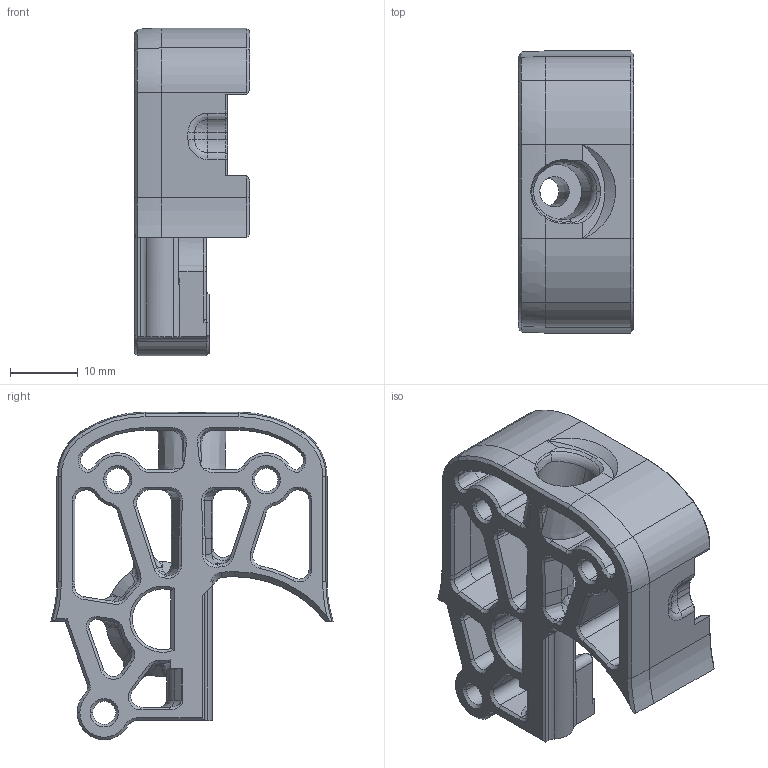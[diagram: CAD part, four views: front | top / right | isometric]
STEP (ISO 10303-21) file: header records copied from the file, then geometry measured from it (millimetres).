
FILE_DESCRIPTION (( 'STEP AP203' ), '1' );
FILE_NAME ('Mid_Body_bowden.STEP', '2022-02-13T17:42:54', ( '' ), ( '' ), 'SwSTEP 2.0', 'SolidWorks 2019', '' );
FILE_SCHEMA (( 'CONFIG_CONTROL_DESIGN' ));
Length unit declared in the file: millimetre
Products named in the file (1): Mid_Body_bowden
Bounding box: 17.05 x 41.78 x 48.49 mm (x, y, z)
Volume: 8841.2 mm3; surface area: 8320.5 mm2
Topology: 1 solids, 1 shells, 590 faces, 1537 edges, 936 vertices
Faces by surface type: cone 199, plane 139, cylinder 135, bspline 108, torus 9
Entity records: 26782 total; most frequent: CARTESIAN_POINT 13523, ORIENTED_EDGE 3062, DIRECTION 2341, EDGE_CURVE 1531, VERTEX_POINT 936, AXIS2_PLACEMENT_3D 855, LINE 631, VECTOR 631
